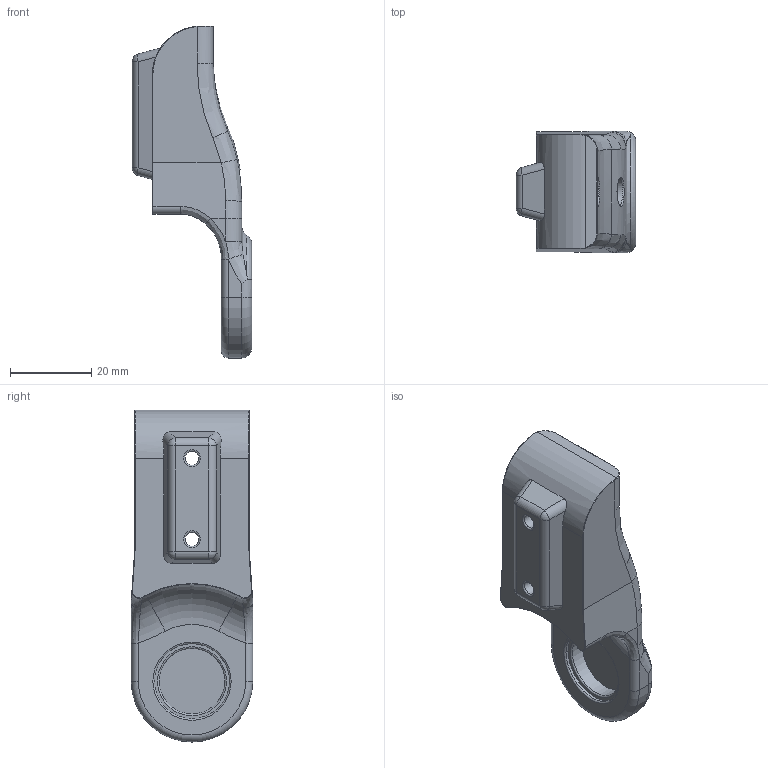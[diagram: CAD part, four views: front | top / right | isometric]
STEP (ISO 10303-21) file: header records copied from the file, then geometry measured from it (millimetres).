
FILE_DESCRIPTION(/* description */ (''),/* implementation_level */ '2;1');
FILE_NAME(/* name */ 'upper_leg_bearing_cover.step',/* time_stamp */ '2021-12-27T12:38:27-08:00',/* author */ (''),/* organization */ (''),/* preprocessor_version */ 'ST-DEVELOPER v18.1',/* originating_system */ 'Autodesk Translation Framework v10.10.0.1391',/* authorisation */ '');
FILE_SCHEMA (('AUTOMOTIVE_DESIGN { 1 0 10303 214 3 1 1 }'));
Length unit declared in the file: millimetre
Products named in the file (1): upper_leg_bearing_cover
Bounding box: 29.5 x 30 x 81.9 mm (x, y, z)
Volume: 28571.6 mm3; surface area: 8470.7 mm2
Topology: 1 solids, 1 shells, 105 faces, 249 edges, 149 vertices
Faces by surface type: cylinder 36, plane 23, torus 21, bspline 21, sphere 4
Full cylindrical faces by diameter (mm): 3.4 x2, 6.5 x2, 16.2 x1, 18.5 x1
Entity records: 4042 total; most frequent: CARTESIAN_POINT 1678, ORIENTED_EDGE 498, DIRECTION 471, EDGE_CURVE 249, AXIS2_PLACEMENT_3D 200, VERTEX_POINT 149, EDGE_LOOP 112, CIRCLE 107
